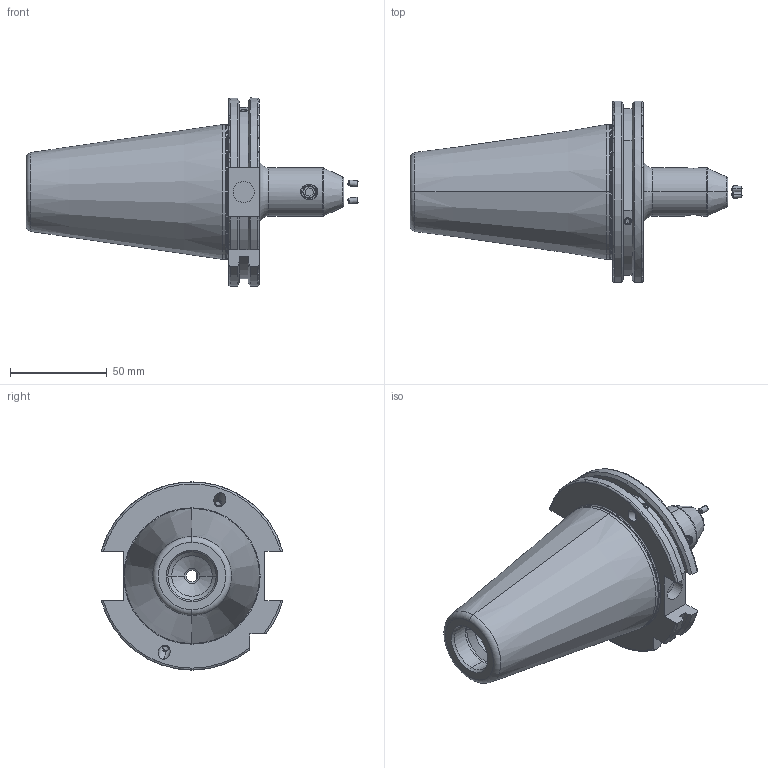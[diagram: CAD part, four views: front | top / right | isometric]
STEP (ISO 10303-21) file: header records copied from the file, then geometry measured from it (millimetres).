
FILE_DESCRIPTION (( 'STEP AP203' ), '1' );
FILE_NAME ('SK50 EK 06 063 FTC WW..STEP', '2014-09-03T13:34:42', ( 'FALCON' ), ( '' ), 'SwSTEP 2.0', 'SolidWorks 2009', '' );
FILE_SCHEMA (( 'CONFIG_CONTROL_DESIGN' ));
Length unit declared in the file: millimetre
Products named in the file (5): M6X10._DIN 913 - M8 x 8-N; SK50 EK 06 063 FTC WW.; M3X5_DIN 913 - M3 x 5-N; Copy of M4X4_DIN 913 - M4 x 4-N
Assembly tree (6 placements, depth 2):
  SK50 EK 06 063 FTC WW.
    Copy of M4X4_DIN 913 - M4 x 4-N  x2
    M3X5_DIN 913 - M3 x 5-N  x2
    SK50 EK 06 063 FTC WW.
    M6X10._DIN 913 - M8 x 8-N
Bounding box: 172.02 x 94.05 x 97.5 mm (x, y, z)
Volume: 353594.8 mm3; surface area: 48358.5 mm2
Topology: 6 solids, 6 shells, 200 faces, 487 edges, 306 vertices
Faces by surface type: plane 69, cylinder 61, cone 46, torus 22, sphere 2
Entity records: 6277 total; most frequent: CARTESIAN_POINT 1646, DIRECTION 866, ORIENTED_EDGE 846, EDGE_CURVE 423, AXIS2_PLACEMENT_3D 338, VERTEX_POINT 266, EDGE_LOOP 191, VECTOR 190
